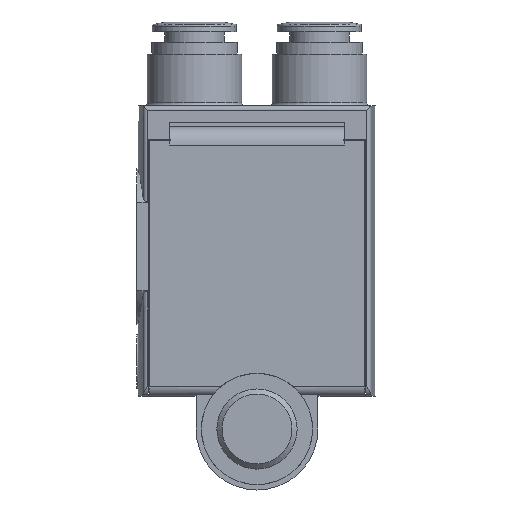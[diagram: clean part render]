
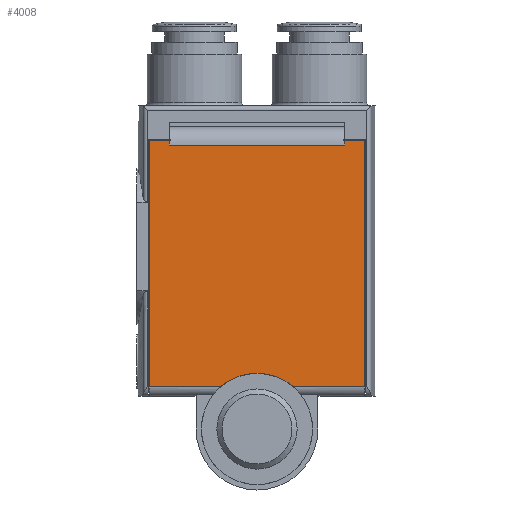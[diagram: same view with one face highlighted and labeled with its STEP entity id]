
A CAD part, front view. The second image highlights one B-rep face of the part: STEP entity #4008.
In plain terms, the highlighted planar face has unit normal (0, -1, 0).
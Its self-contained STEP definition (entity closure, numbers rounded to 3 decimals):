
#41=PLANE('',#4218);
#210=LINE('',#5380,#474);
#211=LINE('',#5388,#475);
#242=LINE('',#5500,#506);
#243=LINE('',#5502,#507);
#244=LINE('',#5504,#508);
#245=LINE('',#5506,#509);
#246=LINE('',#5508,#510);
#247=LINE('',#5510,#511);
#248=LINE('',#5512,#512);
#474=VECTOR('',#4527,1000.);
#475=VECTOR('',#4530,1000.);
#506=VECTOR('',#4595,1000.);
#507=VECTOR('',#4596,1000.);
#508=VECTOR('',#4597,1000.);
#509=VECTOR('',#4598,1000.);
#510=VECTOR('',#4599,1000.);
#511=VECTOR('',#4600,1000.);
#512=VECTOR('',#4601,1000.);
#820=ORIENTED_EDGE('',*,*,#1628,.F.);
#821=ORIENTED_EDGE('',*,*,#1581,.F.);
#822=ORIENTED_EDGE('',*,*,#1629,.T.);
#823=ORIENTED_EDGE('',*,*,#1630,.T.);
#824=ORIENTED_EDGE('',*,*,#1631,.T.);
#825=ORIENTED_EDGE('',*,*,#1632,.T.);
#826=ORIENTED_EDGE('',*,*,#1633,.F.);
#827=ORIENTED_EDGE('',*,*,#1634,.T.);
#828=ORIENTED_EDGE('',*,*,#1635,.T.);
#829=ORIENTED_EDGE('',*,*,#1583,.F.);
#1581=EDGE_CURVE('',#1988,#1984,#210,.T.);
#1583=EDGE_CURVE('',#1989,#1991,#211,.T.);
#1628=EDGE_CURVE('',#1984,#1989,#2253,.F.);
#1629=EDGE_CURVE('',#1988,#2029,#242,.T.);
#1630=EDGE_CURVE('',#2029,#2030,#243,.T.);
#1631=EDGE_CURVE('',#2030,#2031,#244,.T.);
#1632=EDGE_CURVE('',#2031,#2032,#245,.T.);
#1633=EDGE_CURVE('',#2033,#2032,#246,.T.);
#1634=EDGE_CURVE('',#2033,#2034,#247,.T.);
#1635=EDGE_CURVE('',#2034,#1991,#248,.T.);
#1984=VERTEX_POINT('',#5371);
#1988=VERTEX_POINT('',#5379);
#1989=VERTEX_POINT('',#5386);
#1991=VERTEX_POINT('',#5389);
#2029=VERTEX_POINT('',#5501);
#2030=VERTEX_POINT('',#5503);
#2031=VERTEX_POINT('',#5505);
#2032=VERTEX_POINT('',#5507);
#2033=VERTEX_POINT('',#5509);
#2034=VERTEX_POINT('',#5511);
#2253=CIRCLE('',#4219,9.125);
#2339=EDGE_LOOP('',(#820,#821,#822,#823,#824,#825,#826,#827,#828,#829));
#2554=FACE_BOUND('',#2339,.T.);
#4008=ADVANCED_FACE('',(#2554),#41,.F.);
#4218=AXIS2_PLACEMENT_3D('',#5498,#4591,#4592);
#4219=AXIS2_PLACEMENT_3D('',#5499,#4593,#4594);
#4527=DIRECTION('',(-1.,0.,0.));
#4530=DIRECTION('',(-1.,0.,0.));
#4591=DIRECTION('',(0.,1.,0.));
#4592=DIRECTION('',(0.,0.,1.));
#4593=DIRECTION('',(0.,1.,0.));
#4594=DIRECTION('',(0.,0.,1.));
#4595=DIRECTION('',(0.,0.,1.));
#4596=DIRECTION('',(-1.,0.,0.));
#4597=DIRECTION('',(0.,0.,-1.));
#4598=DIRECTION('',(-1.,0.,0.));
#4599=DIRECTION('',(0.,0.,-1.));
#4600=DIRECTION('',(-1.,0.,0.));
#4601=DIRECTION('',(0.,0.,-1.));
#5371=CARTESIAN_POINT('',(5.913,-10.5,1.6));
#5379=CARTESIAN_POINT('',(17.7,-10.5,1.6));
#5380=CARTESIAN_POINT('',(19.75,-10.5,1.6));
#5386=CARTESIAN_POINT('',(-5.913,-10.5,1.6));
#5388=CARTESIAN_POINT('',(19.75,-10.5,1.6));
#5389=CARTESIAN_POINT('',(-17.7,-10.5,1.6));
#5498=CARTESIAN_POINT('',(-17.985,-10.5,47.65));
#5499=CARTESIAN_POINT('',(0.,-10.5,-5.35));
#5500=CARTESIAN_POINT('',(17.7,-10.5,0.01));
#5501=CARTESIAN_POINT('',(17.7,-10.5,42.));
#5502=CARTESIAN_POINT('',(17.7,-10.5,42.));
#5503=CARTESIAN_POINT('',(14.396,-10.5,42.));
#5504=CARTESIAN_POINT('',(14.396,-10.5,47.65));
#5505=CARTESIAN_POINT('',(14.396,-10.5,41.2));
#5506=CARTESIAN_POINT('',(14.396,-10.5,41.2));
#5507=CARTESIAN_POINT('',(-14.396,-10.5,41.2));
#5508=CARTESIAN_POINT('',(-14.396,-10.5,47.65));
#5509=CARTESIAN_POINT('',(-14.396,-10.5,42.));
#5510=CARTESIAN_POINT('',(-14.247,-10.5,42.));
#5511=CARTESIAN_POINT('',(-17.7,-10.5,42.));
#5512=CARTESIAN_POINT('',(-17.7,-10.5,42.));
